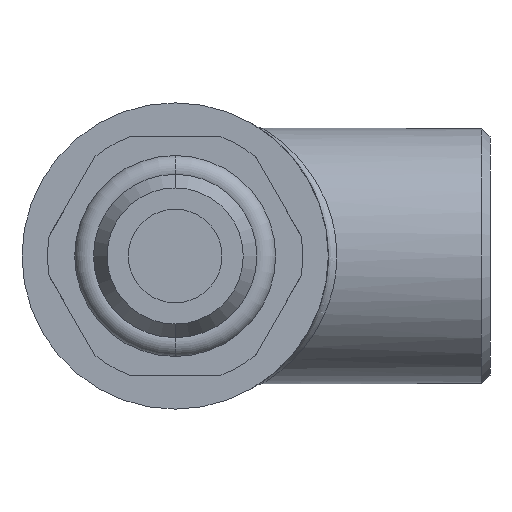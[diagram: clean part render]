
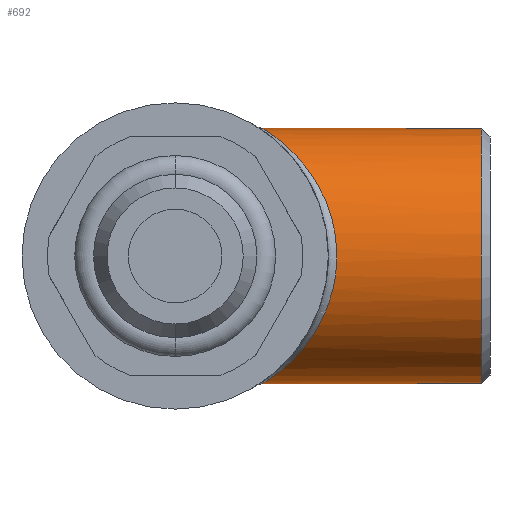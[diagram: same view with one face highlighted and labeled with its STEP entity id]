
A CAD part, front view. The second image highlights one B-rep face of the part: STEP entity #692.
In plain terms, the highlighted cylindrical face has radius 7.5 mm (diameter 15 mm), a partial arc.
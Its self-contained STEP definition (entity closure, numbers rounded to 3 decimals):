
#83 = EDGE_CURVE ( 'NONE', #235, #190, #939, .T. ) ;
#190 = VERTEX_POINT ( 'NONE', #1215 ) ;
#192 = EDGE_CURVE ( 'NONE', #232, #199, #1214, .T. ) ;
#199 = VERTEX_POINT ( 'NONE', #1343 ) ;
#232 = VERTEX_POINT ( 'NONE', #1926 ) ;
#235 = VERTEX_POINT ( 'NONE', #1920 ) ;
#251 = EDGE_CURVE ( 'NONE', #252, #199, #1391, .T. ) ;
#252 = VERTEX_POINT ( 'NONE', #1530 ) ;
#488 = ORIENTED_EDGE ( 'NONE', *, *, #83, .T. ) ;
#489 = ORIENTED_EDGE ( 'NONE', *, *, #490, .T. ) ;
#490 = EDGE_CURVE ( 'NONE', #190, #252, #2460, .T. ) ;
#491 = EDGE_CURVE ( 'NONE', #232, #235, #2459, .T. ) ;
#519 = ORIENTED_EDGE ( 'NONE', *, *, #491, .T. ) ;
#692 = ADVANCED_FACE ( 'NONE', ( #3287 ), #3251, .T. ) ;
#693 = ORIENTED_EDGE ( 'NONE', *, *, #192, .F. ) ;
#694 = ORIENTED_EDGE ( 'NONE', *, *, #251, .T. ) ;
#698 = EDGE_LOOP ( 'NONE', ( #693, #519, #488, #489, #694 ) ) ;
#790 = CARTESIAN_POINT ( 'NONE',  ( 9.471, 14.532, 0.865 ) ) ;
#936 = DIRECTION ( 'NONE',  ( -1., 0., 0. ) ) ;
#937 = VECTOR ( 'NONE', #936, 1000. ) ;
#938 = CARTESIAN_POINT ( 'NONE',  ( 0., 22., 7.5 ) ) ;
#939 = LINE ( 'NONE', #938, #937 ) ;
#1022 = CARTESIAN_POINT ( 'NONE',  ( 9.509, 14.49, 0.345 ) ) ;
#1167 = CARTESIAN_POINT ( 'NONE',  ( 9.493, 14.508, -0.436 ) ) ;
#1211 = DIRECTION ( 'NONE',  ( -1., 0., 0. ) ) ;
#1212 = VECTOR ( 'NONE', #1211, 1000. ) ;
#1213 = CARTESIAN_POINT ( 'NONE',  ( 0., 22., -7.5 ) ) ;
#1214 = LINE ( 'NONE', #1213, #1212 ) ;
#1215 = CARTESIAN_POINT ( 'NONE',  ( 5.123, 22., 7.5 ) ) ;
#1343 = CARTESIAN_POINT ( 'NONE',  ( 5.123, 22., -7.5 ) ) ;
#1349 = CARTESIAN_POINT ( 'NONE',  ( 9.373, 14.641, -1.471 ) ) ;
#1350 = CARTESIAN_POINT ( 'NONE',  ( 9.415, 14.595, -1.218 ) ) ;
#1355 = CARTESIAN_POINT ( 'NONE',  ( 9.475, 14.528, -0.7 ) ) ;
#1386 = CARTESIAN_POINT ( 'NONE',  ( 5.584, 19.906, 7.206 ) ) ;
#1387 = CARTESIAN_POINT ( 'NONE',  ( 5.31, 20.62, 7.388 ) ) ;
#1388 = CARTESIAN_POINT ( 'NONE',  ( 5.179, 21.117, 7.467 ) ) ;
#1389 = CARTESIAN_POINT ( 'NONE',  ( 5.137, 21.645, 7.492 ) ) ;
#1391 = B_SPLINE_CURVE_WITH_KNOTS ( 'NONE', 3,
 ( #1389, #1388, #1387, #1386, #1410, #1409, #1408, #1407, #1406, #1405, #1404, #1403, #1402, #1401, #1400, #1399, #1398, #1397, #1396, #790, #1022, #1167, #1355, #1350, #1349, #1527, #1528, #1452, #1526, #1436, #1435, #1481, #1480, #1479, #1726, #1725, #1724, #1434, #1433, #1432, #1689, #1688, #1687, #1536, #1535, #1534, #1533, #1531 ),
 .UNSPECIFIED., .F., .F.,
 ( 4, 2, 2, 2, 2, 2, 2, 2, 2, 2, 2, 2, 2, 2, 2, 2, 2, 2, 2, 2, 2, 2, 2, 4 ),
 ( 0., 0.002, 0.003, 0.004, 0.005, 0.007, 0.008, 0.009, 0.01, 0.011, 0.013, 0.014, 0.015, 0.015, 0.016, 0.018, 0.019, 0.019, 0.021, 0.023, 0.023, 0.024, 0.025, 0.026 ),
 .UNSPECIFIED. ) ;
#1396 = CARTESIAN_POINT ( 'NONE',  ( 9.3, 14.723, 1.888 ) ) ;
#1397 = CARTESIAN_POINT ( 'NONE',  ( 9.171, 14.868, 2.372 ) ) ;
#1398 = CARTESIAN_POINT ( 'NONE',  ( 8.924, 15.15, 3.064 ) ) ;
#1399 = CARTESIAN_POINT ( 'NONE',  ( 8.832, 15.255, 3.289 ) ) ;
#1400 = CARTESIAN_POINT ( 'NONE',  ( 8.636, 15.482, 3.717 ) ) ;
#1401 = CARTESIAN_POINT ( 'NONE',  ( 8.532, 15.603, 3.923 ) ) ;
#1402 = CARTESIAN_POINT ( 'NONE',  ( 8.204, 15.992, 4.513 ) ) ;
#1403 = CARTESIAN_POINT ( 'NONE',  ( 7.962, 16.283, 4.876 ) ) ;
#1404 = CARTESIAN_POINT ( 'NONE',  ( 7.453, 16.921, 5.537 ) ) ;
#1405 = CARTESIAN_POINT ( 'NONE',  ( 7.191, 17.262, 5.831 ) ) ;
#1406 = CARTESIAN_POINT ( 'NONE',  ( 6.665, 17.994, 6.357 ) ) ;
#1407 = CARTESIAN_POINT ( 'NONE',  ( 6.4, 18.388, 6.589 ) ) ;
#1408 = CARTESIAN_POINT ( 'NONE',  ( 6.03, 19.014, 6.884 ) ) ;
#1409 = CARTESIAN_POINT ( 'NONE',  ( 5.911, 19.229, 6.973 ) ) ;
#1410 = CARTESIAN_POINT ( 'NONE',  ( 5.689, 19.674, 7.134 ) ) ;
#1432 = CARTESIAN_POINT ( 'NONE',  ( 5.873, 19.302, -7.002 ) ) ;
#1433 = CARTESIAN_POINT ( 'NONE',  ( 6.228, 18.661, -6.732 ) ) ;
#1434 = CARTESIAN_POINT ( 'NONE',  ( 6.486, 18.261, -6.517 ) ) ;
#1435 = CARTESIAN_POINT ( 'NONE',  ( 8.501, 15.638, -3.999 ) ) ;
#1436 = CARTESIAN_POINT ( 'NONE',  ( 8.71, 15.396, -3.588 ) ) ;
#1452 = CARTESIAN_POINT ( 'NONE',  ( 9.061, 14.993, -2.687 ) ) ;
#1479 = CARTESIAN_POINT ( 'NONE',  ( 7.789, 16.499, -5.103 ) ) ;
#1480 = CARTESIAN_POINT ( 'NONE',  ( 8.036, 16.196, -4.755 ) ) ;
#1481 = CARTESIAN_POINT ( 'NONE',  ( 8.156, 16.05, -4.571 ) ) ;
#1526 = CARTESIAN_POINT ( 'NONE',  ( 8.978, 15.087, -2.92 ) ) ;
#1527 = CARTESIAN_POINT ( 'NONE',  ( 9.269, 14.758, -1.967 ) ) ;
#1528 = CARTESIAN_POINT ( 'NONE',  ( 9.207, 14.829, -2.21 ) ) ;
#1530 = CARTESIAN_POINT ( 'NONE',  ( 5.137, 21.645, 7.492 ) ) ;
#1531 = CARTESIAN_POINT ( 'NONE',  ( 5.123, 22., -7.5 ) ) ;
#1533 = CARTESIAN_POINT ( 'NONE',  ( 5.123, 21.736, -7.5 ) ) ;
#1534 = CARTESIAN_POINT ( 'NONE',  ( 5.147, 21.47, -7.486 ) ) ;
#1535 = CARTESIAN_POINT ( 'NONE',  ( 5.236, 20.958, -7.432 ) ) ;
#1536 = CARTESIAN_POINT ( 'NONE',  ( 5.3, 20.709, -7.392 ) ) ;
#1687 = CARTESIAN_POINT ( 'NONE',  ( 5.458, 20.222, -7.29 ) ) ;
#1688 = CARTESIAN_POINT ( 'NONE',  ( 5.553, 19.982, -7.228 ) ) ;
#1689 = CARTESIAN_POINT ( 'NONE',  ( 5.761, 19.523, -7.083 ) ) ;
#1724 = CARTESIAN_POINT ( 'NONE',  ( 7.014, 17.501, -6.018 ) ) ;
#1725 = CARTESIAN_POINT ( 'NONE',  ( 7.278, 17.149, -5.738 ) ) ;
#1726 = CARTESIAN_POINT ( 'NONE',  ( 7.663, 16.657, -5.268 ) ) ;
#1920 = CARTESIAN_POINT ( 'NONE',  ( 18., 22., 7.5 ) ) ;
#1926 = CARTESIAN_POINT ( 'NONE',  ( 18., 22., -7.5 ) ) ;
#2414 = DIRECTION ( 'NONE',  ( 0., 0., 1. ) ) ;
#2415 = DIRECTION ( 'NONE',  ( -1., 0., 0. ) ) ;
#2416 = CARTESIAN_POINT ( 'NONE',  ( 18., 22., 0. ) ) ;
#2417 = AXIS2_PLACEMENT_3D ( 'NONE', #2416, #2415, #2414 ) ;
#2419 = CARTESIAN_POINT ( 'NONE',  ( 5.137, 21.645, 7.492 ) ) ;
#2420 = CARTESIAN_POINT ( 'NONE',  ( 5.133, 21.704, 7.494 ) ) ;
#2421 = CARTESIAN_POINT ( 'NONE',  ( 5.126, 21.822, 7.499 ) ) ;
#2422 = CARTESIAN_POINT ( 'NONE',  ( 5.123, 21.941, 7.5 ) ) ;
#2458 = CARTESIAN_POINT ( 'NONE',  ( 5.123, 22., 7.5 ) ) ;
#2459 = CIRCLE ( 'NONE', #2417, 7.5 ) ;
#2460 = B_SPLINE_CURVE_WITH_KNOTS ( 'NONE', 3,
 ( #2458, #2422, #2421, #2420, #2419 ),
 .UNSPECIFIED., .F., .F.,
 ( 4, 1, 4 ),
 ( 0., 0., 0. ),
 .UNSPECIFIED. ) ;
#3240 = CARTESIAN_POINT ( 'NONE',  ( 0., 22., 0. ) ) ;
#3241 = AXIS2_PLACEMENT_3D ( 'NONE', #3240, #3250, #3243 ) ;
#3243 = DIRECTION ( 'NONE',  ( 0., 0., 1. ) ) ;
#3250 = DIRECTION ( 'NONE',  ( -1., 0., 0. ) ) ;
#3251 = CYLINDRICAL_SURFACE ( 'NONE', #3241, 7.5 ) ;
#3287 = FACE_OUTER_BOUND ( 'NONE', #698, .T. ) ;
